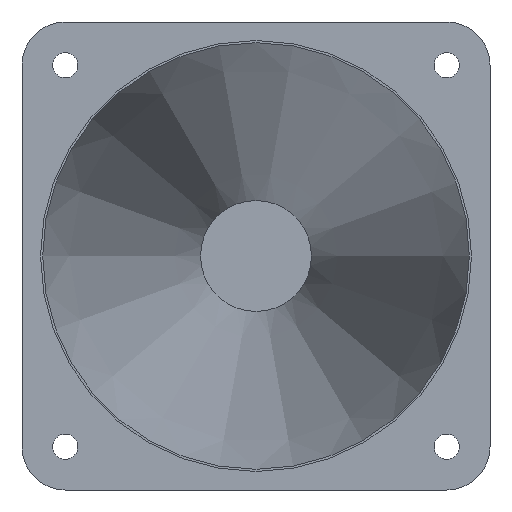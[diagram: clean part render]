
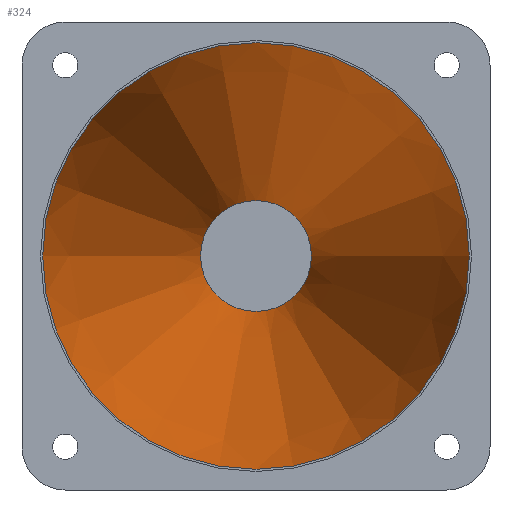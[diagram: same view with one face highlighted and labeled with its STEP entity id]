
A CAD part, front view. The second image highlights one B-rep face of the part: STEP entity #324.
In plain terms, the highlighted conical face has half-angle 11.31 degrees and reference radius 37.325 mm.
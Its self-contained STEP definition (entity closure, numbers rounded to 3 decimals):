
#16=CONICAL_SURFACE('',#382,37.325,0.197);
#52=FACE_OUTER_BOUND('',#80,.T.);
#80=EDGE_LOOP('',(#295,#296,#297,#298));
#102=LINE('',#571,#124);
#124=VECTOR('',#482,37.325);
#142=CIRCLE('',#376,15.4);
#144=CIRCLE('',#381,59.25);
#170=VERTEX_POINT('',#560);
#172=VERTEX_POINT('',#568);
#210=EDGE_CURVE('',#170,#170,#142,.T.);
#213=EDGE_CURVE('',#172,#172,#144,.T.);
#214=EDGE_CURVE('',#172,#170,#102,.T.);
#295=ORIENTED_EDGE('',*,*,#213,.T.);
#296=ORIENTED_EDGE('',*,*,#214,.T.);
#297=ORIENTED_EDGE('',*,*,#210,.F.);
#298=ORIENTED_EDGE('',*,*,#214,.F.);
#324=ADVANCED_FACE('',(#52),#16,.F.);
#376=AXIS2_PLACEMENT_3D('',#561,#467,#468);
#381=AXIS2_PLACEMENT_3D('',#569,#478,#479);
#382=AXIS2_PLACEMENT_3D('',#570,#480,#481);
#467=DIRECTION('center_axis',(0.,-1.,0.));
#468=DIRECTION('ref_axis',(1.,0.,0.));
#478=DIRECTION('center_axis',(0.,-1.,0.));
#479=DIRECTION('ref_axis',(1.,0.,0.));
#480=DIRECTION('center_axis',(0.,-1.,0.));
#481=DIRECTION('ref_axis',(1.,0.,0.));
#482=DIRECTION('',(0.196,0.981,0.));
#560=CARTESIAN_POINT('',(-15.4,219.25,0.));
#561=CARTESIAN_POINT('Origin',(0.,219.25,0.));
#568=CARTESIAN_POINT('',(-59.25,0.,0.));
#569=CARTESIAN_POINT('Origin',(0.,0.,0.));
#570=CARTESIAN_POINT('Origin',(0.,109.625,0.));
#571=CARTESIAN_POINT('',(-37.325,109.625,0.));
